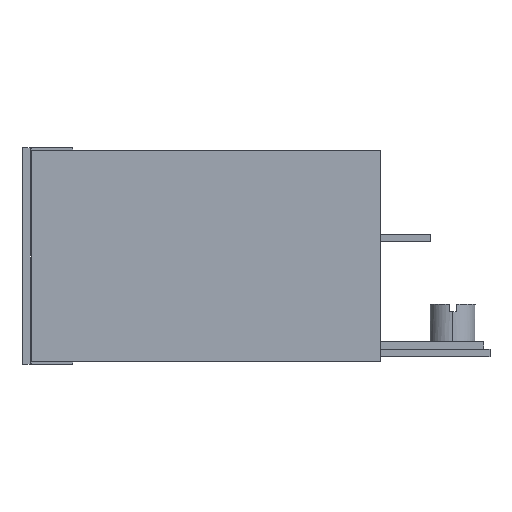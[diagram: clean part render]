
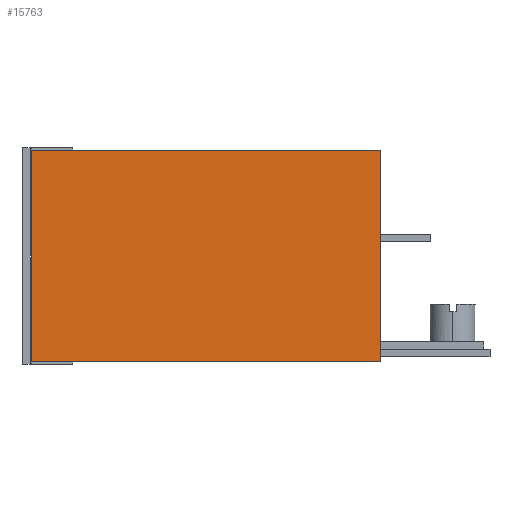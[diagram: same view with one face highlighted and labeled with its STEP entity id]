
A CAD part, left-side view. The second image highlights one B-rep face of the part: STEP entity #15763.
In plain terms, the highlighted planar face has unit normal (-1, 0, 0).
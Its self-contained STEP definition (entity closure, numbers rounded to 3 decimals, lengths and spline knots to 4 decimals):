
#9690 = CARTESIAN_POINT ( 'NONE',  ( -8.76, -0.01, 0.845 ) ) ;
#9878 = DIRECTION ( 'NONE',  ( 0., 1., 0. ) ) ;
#9879 = VECTOR ( 'NONE', #9878, 39.3701 ) ;
#9892 = CARTESIAN_POINT ( 'NONE',  ( -8.76, -2.8, 0.845 ) ) ;
#9893 = LINE ( 'NONE', #9892, #9879 ) ;
#9902 = DIRECTION ( 'NONE',  ( 0., 0., -1. ) ) ;
#9903 = DIRECTION ( 'NONE',  ( 1., 0., 0. ) ) ;
#9904 = CARTESIAN_POINT ( 'NONE',  ( -8.76, -2.8, 0.845 ) ) ;
#9907 = CARTESIAN_POINT ( 'NONE',  ( -8.76, -0.01, -0.845 ) ) ;
#9910 = DIRECTION ( 'NONE',  ( 0., 1., 0. ) ) ;
#9911 = VECTOR ( 'NONE', #9910, 39.3701 ) ;
#9913 = CARTESIAN_POINT ( 'NONE',  ( -8.76, -2.8, -0.845 ) ) ;
#9914 = LINE ( 'NONE', #9913, #9911 ) ;
#9915 = PLANE ( 'NONE',  #9919 ) ;
#9919 = AXIS2_PLACEMENT_3D ( 'NONE', #9904, #9903, #9902 ) ;
#9957 = FACE_OUTER_BOUND ( 'NONE', #15753, .T. ) ;
#9959 = VECTOR ( 'NONE', #10052, 39.3701 ) ;
#9960 = CARTESIAN_POINT ( 'NONE',  ( -8.76, -0.01, -0.845 ) ) ;
#9962 = LINE ( 'NONE', #9960, #9959 ) ;
#10052 = DIRECTION ( 'NONE',  ( 0., 0., -1. ) ) ;
#15647 = ORIENTED_EDGE ( 'NONE', *, *, #15766, .T. ) ;
#15657 = VERTEX_POINT ( 'NONE', #9690 ) ;
#15753 = EDGE_LOOP ( 'NONE', ( #15768, #15647, #15757, #15775 ) ) ;
#15756 = EDGE_CURVE ( 'NONE', #61917, #15657, #9893, .T. ) ;
#15757 = ORIENTED_EDGE ( 'NONE', *, *, #15762, .F. ) ;
#15762 = EDGE_CURVE ( 'NONE', #61864, #15770, #9914, .T. ) ;
#15763 = ADVANCED_FACE ( 'NONE', ( #9957 ), #9915, .F. ) ;
#15766 = EDGE_CURVE ( 'NONE', #15657, #15770, #9962, .T. ) ;
#15768 = ORIENTED_EDGE ( 'NONE', *, *, #15756, .T. ) ;
#15770 = VERTEX_POINT ( 'NONE', #9907 ) ;
#15775 = ORIENTED_EDGE ( 'NONE', *, *, #73797, .F. ) ;
#57614 = CARTESIAN_POINT ( 'NONE',  ( -8.76, -2.8, -0.845 ) ) ;
#57634 = CARTESIAN_POINT ( 'NONE',  ( -8.76, -2.8, 0.845 ) ) ;
#61864 = VERTEX_POINT ( 'NONE', #57614 ) ;
#61917 = VERTEX_POINT ( 'NONE', #57634 ) ;
#64490 = DIRECTION ( 'NONE',  ( 0., 0., -1. ) ) ;
#64491 = VECTOR ( 'NONE', #64490, 39.3701 ) ;
#64497 = CARTESIAN_POINT ( 'NONE',  ( -8.76, -2.8, 0.845 ) ) ;
#64499 = LINE ( 'NONE', #64497, #64491 ) ;
#73797 = EDGE_CURVE ( 'NONE', #61917, #61864, #64499, .T. ) ;
